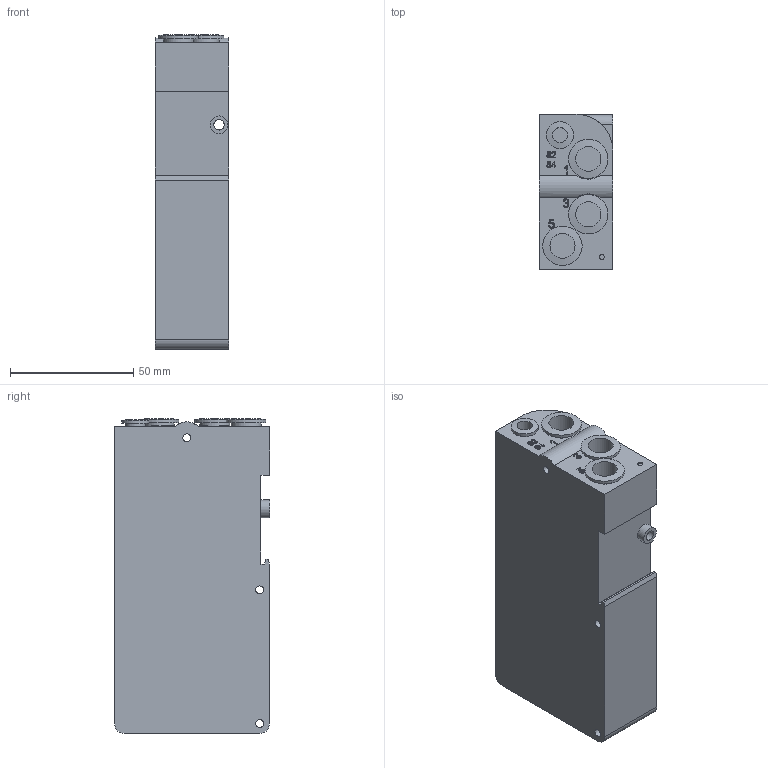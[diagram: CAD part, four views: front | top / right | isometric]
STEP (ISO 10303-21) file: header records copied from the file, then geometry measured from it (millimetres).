
FILE_DESCRIPTION((''),'2;1');
FILE_NAME('2240_03_00.ipt.step','2011-01-10T16:37:04',(''),(''),'Autodesk Inventor 2011','Autodesk Inventor 2011','');
FILE_SCHEMA(('AUTOMOTIVE_DESIGN { 1 0 10303 214 1 1 1 1 }'));
Length unit declared in the file: millimetre
Products named in the file (1): 2240_03_00
Bounding box: 30 x 63 x 127.92 mm (x, y, z)
Volume: 222053.6 mm3; surface area: 32253.7 mm2
Topology: 1 solids, 1 shells, 175 faces, 437 edges, 289 vertices
Faces by surface type: plane 77, bspline 66, cylinder 28, sphere 4
Full cylindrical faces by diameter (mm): 2 x1, 3.2 x3, 4.2 x1, 5.5 x3, 6.2 x1, 7.2 x1, 8 x1, 10.2 x3, 11 x1, 12.2 x3, 16 x3
Entity records: 5742 total; most frequent: CARTESIAN_POINT 1944, ORIENTED_EDGE 822, DIRECTION 551, EDGE_CURVE 411, VERTEX_POINT 288, EDGE_LOOP 233, VECTOR 221, LINE 221
